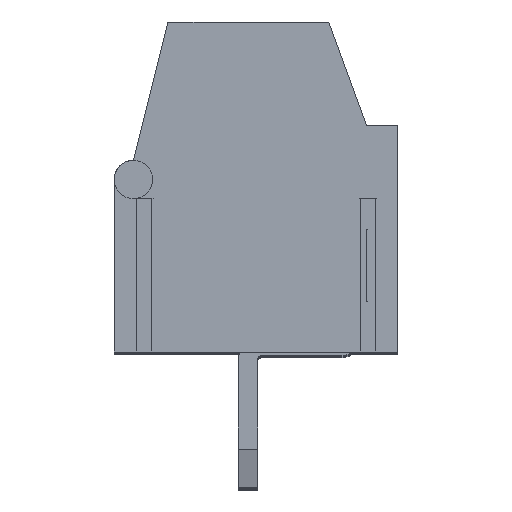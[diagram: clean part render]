
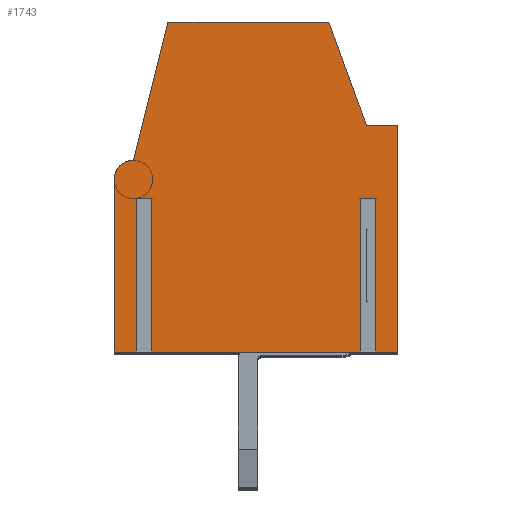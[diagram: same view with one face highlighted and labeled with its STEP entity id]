
A CAD part, top view. The second image highlights one B-rep face of the part: STEP entity #1743.
In plain terms, the highlighted planar face has unit normal (0, 0, 1).
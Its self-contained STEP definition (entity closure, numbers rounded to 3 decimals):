
#63=PLANE('',#21385);
#1743=ADVANCED_FACE('',(#2913),#63,.T.);
#2913=FACE_OUTER_BOUND('',#4085,.T.);
#4085=EDGE_LOOP('',(#5392,#5393,#5394,#5395,#5396,#5397,#5398,#5399,#5400,
#5401,#5402,#5403,#5404,#5405,#5406,#5407));
#5392=ORIENTED_EDGE('',*,*,#11808,.T.);
#5393=ORIENTED_EDGE('',*,*,#11815,.T.);
#5394=ORIENTED_EDGE('',*,*,#11725,.T.);
#5395=ORIENTED_EDGE('',*,*,#11723,.T.);
#5396=ORIENTED_EDGE('',*,*,#11733,.T.);
#5397=ORIENTED_EDGE('',*,*,#11814,.T.);
#5398=ORIENTED_EDGE('',*,*,#11773,.T.);
#5399=ORIENTED_EDGE('',*,*,#11776,.T.);
#5400=ORIENTED_EDGE('',*,*,#11779,.T.);
#5401=ORIENTED_EDGE('',*,*,#11796,.T.);
#5402=ORIENTED_EDGE('',*,*,#11799,.T.);
#5403=ORIENTED_EDGE('',*,*,#11812,.F.);
#5404=ORIENTED_EDGE('',*,*,#11813,.F.);
#5405=ORIENTED_EDGE('',*,*,#11816,.T.);
#5406=ORIENTED_EDGE('',*,*,#11801,.T.);
#5407=ORIENTED_EDGE('',*,*,#11811,.T.);
#11723=EDGE_CURVE('',#18821,#18822,#15269,.T.);
#11725=EDGE_CURVE('',#18825,#18821,#15271,.T.);
#11733=EDGE_CURVE('',#18822,#18828,#15279,.T.);
#11773=EDGE_CURVE('',#18859,#18860,#15319,.T.);
#11776=EDGE_CURVE('',#18860,#18862,#15322,.T.);
#11779=EDGE_CURVE('',#18862,#18864,#15325,.T.);
#11796=EDGE_CURVE('',#18864,#18874,#15334,.T.);
#11799=EDGE_CURVE('',#18874,#18875,#15337,.T.);
#11801=EDGE_CURVE('',#18878,#18879,#15339,.T.);
#11808=EDGE_CURVE('',#18884,#18883,#15346,.T.);
#11811=EDGE_CURVE('',#18879,#18884,#15349,.T.);
#11812=EDGE_CURVE('',#18885,#18875,#18465,.T.);
#11813=EDGE_CURVE('',#18886,#18885,#15350,.T.);
#11814=EDGE_CURVE('',#18828,#18859,#15351,.T.);
#11815=EDGE_CURVE('',#18883,#18825,#15352,.T.);
#11816=EDGE_CURVE('',#18886,#18878,#15353,.T.);
#15269=B_SPLINE_CURVE_WITH_KNOTS('',1,(#23685,#23686),.UNSPECIFIED.,.F.,
 .F.,(2,2),(0.,0.4),.UNSPECIFIED.);
#15271=B_SPLINE_CURVE_WITH_KNOTS('',1,(#23689,#23690),.UNSPECIFIED.,.F.,
 .F.,(2,2),(0.,4.),.UNSPECIFIED.);
#15279=B_SPLINE_CURVE_WITH_KNOTS('',1,(#23705,#23706),.UNSPECIFIED.,.F.,
 .F.,(2,2),(-4.,0.),.UNSPECIFIED.);
#15319=B_SPLINE_CURVE_WITH_KNOTS('',1,(#23785,#23786),.UNSPECIFIED.,.F.,
 .F.,(2,2),(0.,5.9),.UNSPECIFIED.);
#15322=B_SPLINE_CURVE_WITH_KNOTS('',1,(#23791,#23792),.UNSPECIFIED.,.F.,
 .F.,(2,2),(0.,0.814),.UNSPECIFIED.);
#15325=B_SPLINE_CURVE_WITH_KNOTS('',1,(#23797,#23798),.UNSPECIFIED.,.F.,
 .F.,(2,2),(-2.884,0.),.UNSPECIFIED.);
#15334=B_SPLINE_CURVE_WITH_KNOTS('',1,(#23855,#23856),.UNSPECIFIED.,.F.,
 .F.,(2,2),(-4.2,0.),.UNSPECIFIED.);
#15337=B_SPLINE_CURVE_WITH_KNOTS('',1,(#23861,#23862),.UNSPECIFIED.,.F.,
 .F.,(2,2),(-3.72,0.),.UNSPECIFIED.);
#15339=B_SPLINE_CURVE_WITH_KNOTS('',1,(#23865,#23866),.UNSPECIFIED.,.F.,
 .F.,(2,2),(0.,4.),.UNSPECIFIED.);
#15346=B_SPLINE_CURVE_WITH_KNOTS('',1,(#23879,#23880),.UNSPECIFIED.,.F.,
 .F.,(2,2),(-4.,0.),.UNSPECIFIED.);
#15349=B_SPLINE_CURVE_WITH_KNOTS('',1,(#23885,#23886),.UNSPECIFIED.,.F.,
 .F.,(2,2),(0.,0.4),.UNSPECIFIED.);
#15350=B_SPLINE_CURVE_WITH_KNOTS('',1,(#23890,#23891),.UNSPECIFIED.,.F.,
 .F.,(2,2),(0.,4.5),.UNSPECIFIED.);
#15351=B_SPLINE_CURVE_WITH_KNOTS('',1,(#23892,#23893),.UNSPECIFIED.,.F.,
 .F.,(2,2),(0.,0.58),.UNSPECIFIED.);
#15352=B_SPLINE_CURVE_WITH_KNOTS('',1,(#23894,#23895),.UNSPECIFIED.,.F.,
 .F.,(2,2),(0.,5.44),.UNSPECIFIED.);
#15353=B_SPLINE_CURVE_WITH_KNOTS('',1,(#23896,#23897),.UNSPECIFIED.,.F.,
 .F.,(2,2),(0.,0.58),.UNSPECIFIED.);
#18465=(
BOUNDED_CURVE()
B_SPLINE_CURVE(2,(#23887,#23888,#23889),.UNSPECIFIED.,.F.,.F.)
B_SPLINE_CURVE_WITH_KNOTS((3,3),(-0.785,0.),.UNSPECIFIED.)
CURVE()
GEOMETRIC_REPRESENTATION_ITEM()
RATIONAL_B_SPLINE_CURVE((1.,0.707,1.))
REPRESENTATION_ITEM('')
);
#18821=VERTEX_POINT('',#23597);
#18822=VERTEX_POINT('',#23598);
#18825=VERTEX_POINT('',#23601);
#18828=VERTEX_POINT('',#23604);
#18859=VERTEX_POINT('',#23635);
#18860=VERTEX_POINT('',#23636);
#18862=VERTEX_POINT('',#23638);
#18864=VERTEX_POINT('',#23640);
#18874=VERTEX_POINT('',#23650);
#18875=VERTEX_POINT('',#23651);
#18878=VERTEX_POINT('',#23654);
#18879=VERTEX_POINT('',#23655);
#18883=VERTEX_POINT('',#23659);
#18884=VERTEX_POINT('',#23660);
#18885=VERTEX_POINT('',#23661);
#18886=VERTEX_POINT('',#23662);
#21385=AXIS2_PLACEMENT_3D('',#23567,#22398,$);
#22398=DIRECTION('',(0.,0.,1.));
#23567=CARTESIAN_POINT('',(-4.234,-0.862,33.25));
#23597=CARTESIAN_POINT('',(2.927,4.,33.25));
#23598=CARTESIAN_POINT('',(3.327,4.,33.25));
#23601=CARTESIAN_POINT('',(2.927,0.,33.25));
#23604=CARTESIAN_POINT('',(3.327,0.,33.25));
#23635=CARTESIAN_POINT('',(3.907,0.,33.25));
#23636=CARTESIAN_POINT('',(3.907,5.9,33.25));
#23638=CARTESIAN_POINT('',(3.093,5.9,33.25));
#23640=CARTESIAN_POINT('',(2.107,8.61,33.25));
#23650=CARTESIAN_POINT('',(-2.093,8.61,33.25));
#23651=CARTESIAN_POINT('',(-2.993,5.,33.25));
#23654=CARTESIAN_POINT('',(-2.913,0.,33.25));
#23655=CARTESIAN_POINT('',(-2.913,4.,33.25));
#23659=CARTESIAN_POINT('',(-2.513,0.,33.25));
#23660=CARTESIAN_POINT('',(-2.513,4.,33.25));
#23661=CARTESIAN_POINT('',(-3.493,4.5,33.25));
#23662=CARTESIAN_POINT('',(-3.493,0.,33.25));
#23685=CARTESIAN_POINT('',(2.927,4.,33.25));
#23686=CARTESIAN_POINT('',(3.327,4.,33.25));
#23689=CARTESIAN_POINT('',(2.927,0.,33.25));
#23690=CARTESIAN_POINT('',(2.927,4.,33.25));
#23705=CARTESIAN_POINT('',(3.327,4.,33.25));
#23706=CARTESIAN_POINT('',(3.327,0.,33.25));
#23785=CARTESIAN_POINT('',(3.907,0.,33.25));
#23786=CARTESIAN_POINT('',(3.907,5.9,33.25));
#23791=CARTESIAN_POINT('',(3.907,5.9,33.25));
#23792=CARTESIAN_POINT('',(3.093,5.9,33.25));
#23797=CARTESIAN_POINT('',(3.093,5.9,33.25));
#23798=CARTESIAN_POINT('',(2.107,8.61,33.25));
#23855=CARTESIAN_POINT('',(2.107,8.61,33.25));
#23856=CARTESIAN_POINT('',(-2.093,8.61,33.25));
#23861=CARTESIAN_POINT('',(-2.093,8.61,33.25));
#23862=CARTESIAN_POINT('',(-2.993,5.,33.25));
#23865=CARTESIAN_POINT('',(-2.913,0.,33.25));
#23866=CARTESIAN_POINT('',(-2.913,4.,33.25));
#23879=CARTESIAN_POINT('',(-2.513,4.,33.25));
#23880=CARTESIAN_POINT('',(-2.513,0.,33.25));
#23885=CARTESIAN_POINT('',(-2.913,4.,33.25));
#23886=CARTESIAN_POINT('',(-2.513,4.,33.25));
#23887=CARTESIAN_POINT('',(-3.493,4.5,33.25));
#23888=CARTESIAN_POINT('',(-3.493,5.,33.25));
#23889=CARTESIAN_POINT('',(-2.993,5.,33.25));
#23890=CARTESIAN_POINT('',(-3.493,0.,33.25));
#23891=CARTESIAN_POINT('',(-3.493,4.5,33.25));
#23892=CARTESIAN_POINT('',(3.327,0.,33.25));
#23893=CARTESIAN_POINT('',(3.907,0.,33.25));
#23894=CARTESIAN_POINT('',(-2.513,0.,33.25));
#23895=CARTESIAN_POINT('',(2.927,0.,33.25));
#23896=CARTESIAN_POINT('',(-3.493,0.,33.25));
#23897=CARTESIAN_POINT('',(-2.913,0.,33.25));
